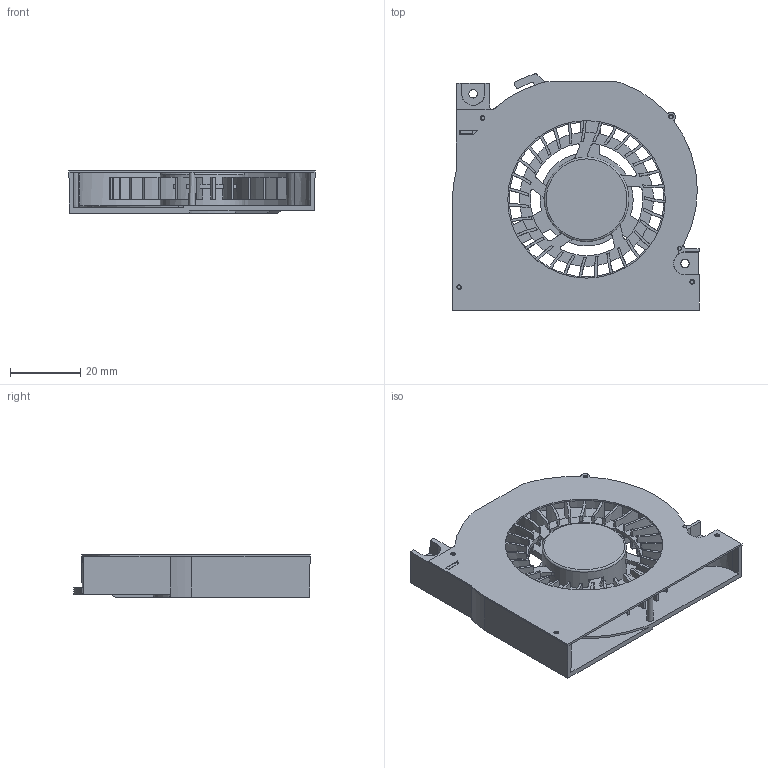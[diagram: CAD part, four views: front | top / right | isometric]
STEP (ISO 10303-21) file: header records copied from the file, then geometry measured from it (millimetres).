
FILE_DESCRIPTION(/* description */ (''),/* implementation_level */ '2;1');
FILE_NAME(/* name */ 'HB-7012',/* time_stamp */ '2021-12-29T17:48:39+08:00',/* author */ (''),/* organization */ (''),/* preprocessor_version */ 'ST-DEVELOPER v9',/* originating_system */ 'UGS - NX 4.0',/* authorisation */ '');
FILE_SCHEMA (('CONFIG_CONTROL_DESIGN'));
Length unit declared in the file: millimetre
Products named in the file (1): 53031309v7ry
Bounding box: 70 x 67.18 x 12 mm (x, y, z)
Volume: 15472.3 mm3; surface area: 22730.5 mm2
Topology: 1 solids, 3 shells, 452 faces, 1295 edges, 857 vertices
Faces by surface type: cylinder 234, plane 167, cone 50, torus 1
Full cylindrical faces by diameter (mm): 1 x5, 1.3 x4, 2.4 x2, 22 x1, 24 x1, 44.8 x1
Entity records: 15228 total; most frequent: DIRECTION 2848, CARTESIAN_POINT 2725, ORIENTED_EDGE 2556, EDGE_CURVE 1278, AXIS2_PLACEMENT_3D 1159, VERTEX_POINT 856, CIRCLE 706, LINE 530
